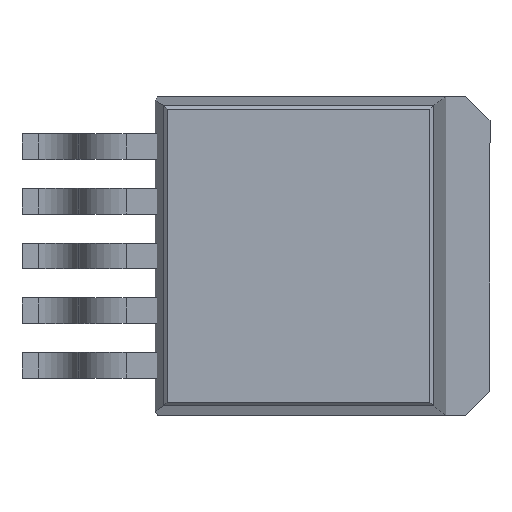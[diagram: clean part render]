
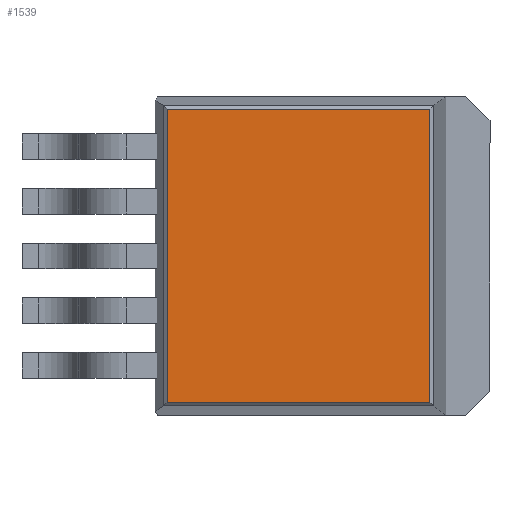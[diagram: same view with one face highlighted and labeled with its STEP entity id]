
A CAD part, top view. The second image highlights one B-rep face of the part: STEP entity #1539.
In plain terms, the highlighted planar face has unit normal (0, 0, 1).
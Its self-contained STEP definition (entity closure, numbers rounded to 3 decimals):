
#137=FACE_OUTER_BOUND('',#224,.T.);
#224=EDGE_LOOP('',(#1060,#1061,#1062,#1063));
#305=LINE('',#2322,#484);
#312=LINE('',#2336,#491);
#314=LINE('',#2340,#493);
#317=LINE('',#2345,#496);
#484=VECTOR('',#1857,10.);
#491=VECTOR('',#1866,10.);
#493=VECTOR('',#1870,10.);
#496=VECTOR('',#1875,10.);
#663=VERTEX_POINT('',#2320);
#664=VERTEX_POINT('',#2321);
#670=VERTEX_POINT('',#2335);
#671=VERTEX_POINT('',#2339);
#809=EDGE_CURVE('',#663,#664,#305,.T.);
#816=EDGE_CURVE('',#664,#670,#312,.T.);
#818=EDGE_CURVE('',#671,#663,#314,.T.);
#821=EDGE_CURVE('',#670,#671,#317,.T.);
#1060=ORIENTED_EDGE('',*,*,#809,.F.);
#1061=ORIENTED_EDGE('',*,*,#818,.F.);
#1062=ORIENTED_EDGE('',*,*,#821,.F.);
#1063=ORIENTED_EDGE('',*,*,#816,.F.);
#1472=PLANE('',#1714);
#1539=ADVANCED_FACE('',(#137),#1472,.T.);
#1714=AXIS2_PLACEMENT_3D('',#2365,#1890,#1891);
#1857=DIRECTION('',(-1.,0.,0.));
#1866=DIRECTION('',(0.,1.,0.));
#1870=DIRECTION('',(0.,-1.,0.));
#1875=DIRECTION('',(1.,0.,0.));
#1890=DIRECTION('center_axis',(0.,0.,1.));
#1891=DIRECTION('ref_axis',(1.,0.,0.));
#2320=CARTESIAN_POINT('',(10.796,-4.576,4.585));
#2321=CARTESIAN_POINT('',(2.629,-4.576,4.585));
#2322=CARTESIAN_POINT('',(10.796,-4.576,4.585));
#2335=CARTESIAN_POINT('',(2.629,4.542,4.585));
#2336=CARTESIAN_POINT('',(2.629,-4.576,4.585));
#2339=CARTESIAN_POINT('',(10.796,4.542,4.585));
#2340=CARTESIAN_POINT('',(10.796,4.542,4.585));
#2345=CARTESIAN_POINT('',(2.629,4.542,4.585));
#2365=CARTESIAN_POINT('Origin',(6.713,4.552,4.585));
